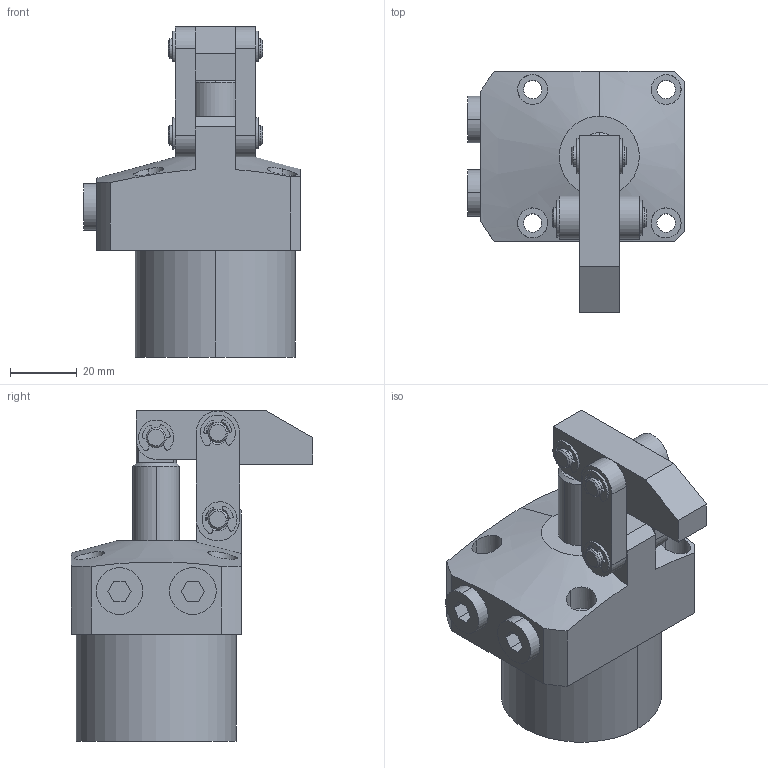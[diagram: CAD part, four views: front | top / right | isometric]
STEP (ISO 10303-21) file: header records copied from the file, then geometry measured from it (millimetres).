
FILE_DESCRIPTION (( 'STEP AP214' ), '1' );
FILE_NAME ('CLKA-048GR油压杠杆缸三维图.STEP', '2021-04-16T03:51:36', ( 'PC' ), ( '' ), 'SwSTEP 2.0', 'SolidWorks 2016', '' );
FILE_SCHEMA (( 'AUTOMOTIVE_DESIGN' ));
Length unit declared in the file: millimetre
Products named in the file (9): 048活塞杆; 048GR掛极; 囀鞠褒黑芛郔陔1-8; 32GÏú1_1_1_1_2; 32GÏú2_1_1_1_2; 32Gﾁｬｸﾋ_1_1_1_2; 揤旋_4; 32G开口挡圈1_1_1_1_2; CLKA-048GR油压杠杆缸三维图
Assembly tree (16 placements, depth 2):
  CLKA-048GR油压杠杆缸三维图
    32G开口挡圈1_1_1_1_2  x6
    揤旋_4
    32Gﾁｬｸﾋ_1_1_1_2  x2
    32GÏú2_1_1_1_2  x2
    32GÏú1_1_1_1_2
    囀鞠褒黑芛郔陔1-8  x2
    048GR掛极
    048活塞杆
Bounding box: 65 x 72.5 x 99 mm (x, y, z)
Volume: 135013.9 mm3; surface area: 39880.5 mm2
Topology: 16 solids, 16 shells, 390 faces, 953 edges, 619 vertices
Faces by surface type: cylinder 199, plane 138, cone 48, bspline 5
Entity records: 7330 total; most frequent: CARTESIAN_POINT 1706, DIRECTION 1176, ORIENTED_EDGE 1026, EDGE_CURVE 513, AXIS2_PLACEMENT_3D 468, VERTEX_POINT 331, EDGE_LOOP 266, LINE 240
